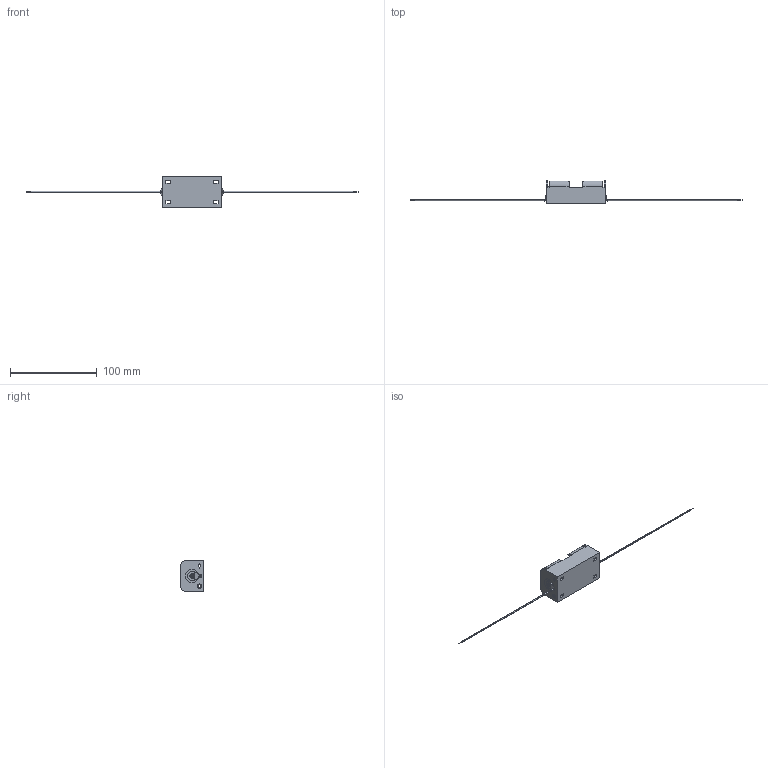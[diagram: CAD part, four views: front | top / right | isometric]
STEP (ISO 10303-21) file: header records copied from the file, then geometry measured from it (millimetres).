
FILE_DESCRIPTION (( 'STEP AP214' ), '1' );
FILE_NAME ('BHDW.STEP', '2020-01-02T00:59:19', ( '' ), ( '' ), 'SwSTEP 2.0', 'SolidWorks 2017', '' );
FILE_SCHEMA (( 'AUTOMOTIVE_DESIGN' ));
Length unit declared in the file: millimetre
Products named in the file (1): BHDW
Bounding box: 383.12 x 27.2 x 36 mm (x, y, z)
Volume: 14480.2 mm3; surface area: 18065.9 mm2
Topology: 7 solids, 7 shells, 243 faces, 617 edges, 404 vertices
Faces by surface type: plane 117, cylinder 96, torus 24, bspline 6
Entity records: 9621 total; most frequent: CARTESIAN_POINT 3537, DIRECTION 1246, ORIENTED_EDGE 1234, EDGE_CURVE 617, AXIS2_PLACEMENT_3D 455, VERTEX_POINT 404, LINE 336, VECTOR 336
